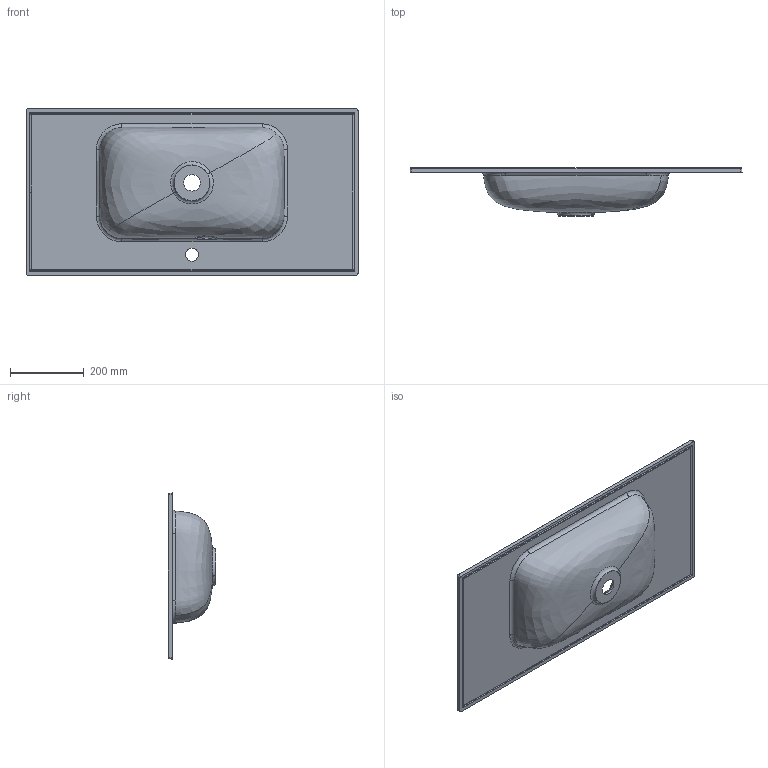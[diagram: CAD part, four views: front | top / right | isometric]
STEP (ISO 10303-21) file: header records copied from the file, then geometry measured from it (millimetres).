
FILE_DESCRIPTION (( 'STEP AP214' ), '1' );
FILE_NAME ('Della 900.STEP', '2019-09-27T07:25:41', ( '' ), ( '' ), 'SwSTEP 2.0', 'SolidWorks 2018', '' );
FILE_SCHEMA (( 'AUTOMOTIVE_DESIGN' ));
Length unit declared in the file: millimetre
Products named in the file (1): Della 900
Bounding box: 900.84 x 130 x 450.63 mm (x, y, z)
Volume: 5742076.2 mm3; surface area: 1025109.3 mm2
Topology: 1 solids, 1 shells, 89 faces, 231 edges, 138 vertices
Faces by surface type: bspline 39, cylinder 29, plane 9, sphere 8, cone 4
Entity records: 28503 total; most frequent: CARTESIAN_POINT 26638, ORIENTED_EDGE 446, DIRECTION 309, EDGE_CURVE 223, VERTEX_POINT 138, AXIS2_PLACEMENT_3D 128, EDGE_LOOP 97, ADVANCED_FACE 89
